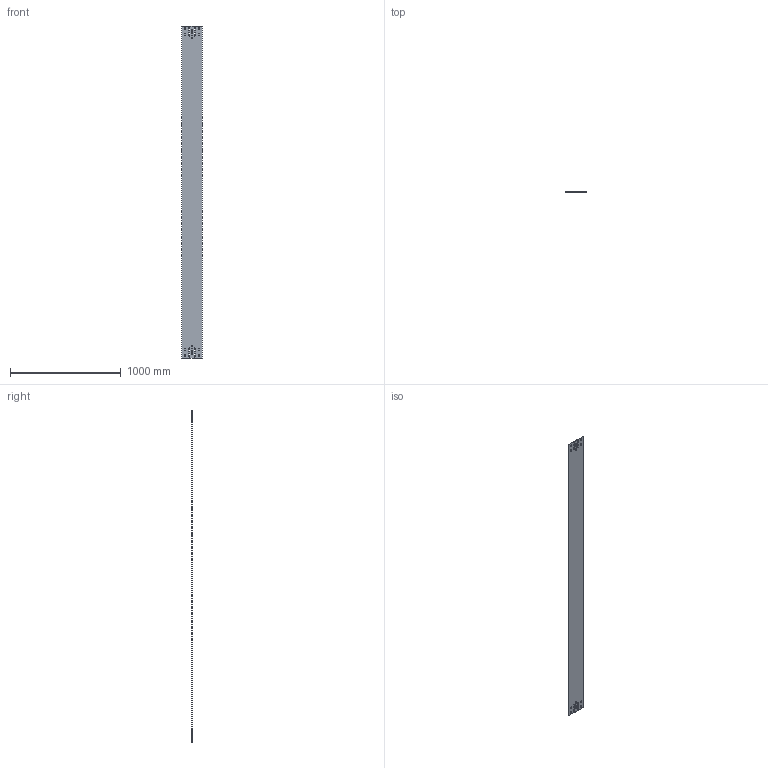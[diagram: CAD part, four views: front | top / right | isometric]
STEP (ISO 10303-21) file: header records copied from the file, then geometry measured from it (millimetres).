
FILE_DESCRIPTION((''),'2;1');
FILE_NAME('6103421','2013-09-16T',('AndreasKeweloh'),(''),'PRO/ENGINEER BY PARAMETRIC TECHNOLOGY CORPORATION, 2012360','PRO/ENGINEER BY PARAMETRIC TECHNOLOGY CORPORATION, 2012360','');
FILE_SCHEMA(('CONFIG_CONTROL_DESIGN'));
Length unit declared in the file: millimetre
Products named in the file (1): 6103421
Bounding box: 185 x 1 x 3000 mm (x, y, z)
Volume: 551402.3 mm3; surface area: 1110422.4 mm2
Topology: 1 solids, 1 shells, 86 faces, 252 edges, 168 vertices
Faces by surface type: plane 46, cylinder 40
Entity records: 2994 total; most frequent: CARTESIAN_POINT 506, DIRECTION 504, ORIENTED_EDGE 504, EDGE_CURVE 252, VECTOR 172, LINE 172, VERTEX_POINT 168, AXIS2_PLACEMENT_3D 166
